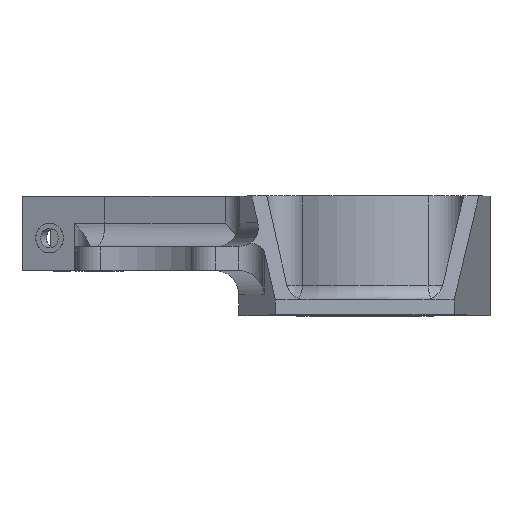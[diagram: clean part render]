
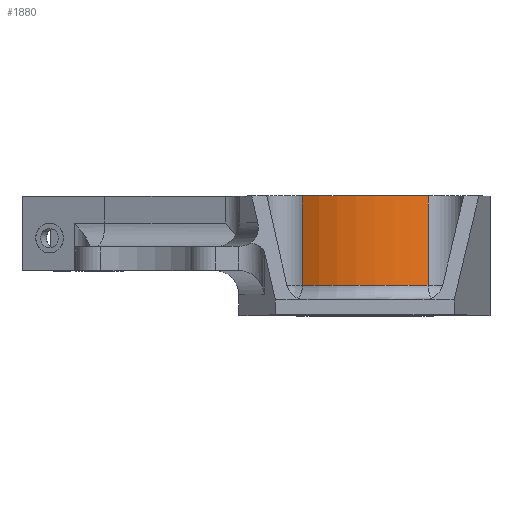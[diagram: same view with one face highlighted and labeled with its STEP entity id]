
A CAD part, top view. The second image highlights one B-rep face of the part: STEP entity #1880.
In plain terms, the highlighted cylindrical face has radius 42 mm (diameter 84 mm), a partial arc.
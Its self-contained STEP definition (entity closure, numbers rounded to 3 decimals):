
#543=CARTESIAN_POINT('Vertex',(21.227,23.,36.241)) ;
#563=CARTESIAN_POINT('Axis2P3D Location',(0.,23.,0.)) ;
#567=CARTESIAN_POINT('Vertex',(-20.933,23.,36.412)) ;
#1842=CARTESIAN_POINT('Vertex',(21.227,53.,36.241)) ;
#1845=CARTESIAN_POINT('Line Origine',(21.227,35.5,36.241)) ;
#1857=CARTESIAN_POINT('Axis2P3D Location',(0.,32.39,0.)) ;
#1862=CARTESIAN_POINT('Axis2P3D Location',(0.,53.,0.)) ;
#1866=CARTESIAN_POINT('Vertex',(-20.933,53.,36.412)) ;
#1869=CARTESIAN_POINT('Line Origine',(-20.933,32.39,36.412)) ;
#564=DIRECTION('Axis2P3D Direction',(0.,1.,0.)) ;
#1846=DIRECTION('Vector Direction',(0.,1.,0.)) ;
#1858=DIRECTION('Axis2P3D Direction',(0.,1.,-0.)) ;
#1859=DIRECTION('Axis2P3D XDirection',(-0.831,0.,0.556)) ;
#1863=DIRECTION('Axis2P3D Direction',(0.,1.,-0.)) ;
#1870=DIRECTION('Vector Direction',(0.,1.,0.)) ;
#565=AXIS2_PLACEMENT_3D('Circle Axis2P3D',#563,#564,$) ;
#1860=AXIS2_PLACEMENT_3D('Cylinder Axis2P3D',#1857,#1858,#1859) ;
#1864=AXIS2_PLACEMENT_3D('Circle Axis2P3D',#1862,#1863,$) ;
#1875=ORIENTED_EDGE('',*,*,#1849,.T.) ;
#1876=ORIENTED_EDGE('',*,*,#1868,.T.) ;
#1877=ORIENTED_EDGE('',*,*,#1873,.F.) ;
#1878=ORIENTED_EDGE('',*,*,#569,.F.) ;
#1847=VECTOR('Line Direction',#1846,1.) ;
#1871=VECTOR('Line Direction',#1870,1.) ;
#1880=ADVANCED_FACE('Corps principal',(#1879),#1861,.T.) ;
#566=CIRCLE('generated circle',#565,42.) ;
#1865=CIRCLE('generated circle',#1864,42.) ;
#1861=CYLINDRICAL_SURFACE('generated cylinder',#1860,42.) ;
#569=EDGE_CURVE('',#544,#568,#566,.F.) ;
#1849=EDGE_CURVE('',#544,#1843,#1848,.T.) ;
#1868=EDGE_CURVE('',#1843,#1867,#1865,.F.) ;
#1873=EDGE_CURVE('',#568,#1867,#1872,.T.) ;
#1874=EDGE_LOOP('',(#1875,#1876,#1877,#1878)) ;
#1879=FACE_OUTER_BOUND('',#1874,.T.) ;
#1848=LINE('Line',#1845,#1847) ;
#1872=LINE('Line',#1869,#1871) ;
#544=VERTEX_POINT('',#543) ;
#568=VERTEX_POINT('',#567) ;
#1843=VERTEX_POINT('',#1842) ;
#1867=VERTEX_POINT('',#1866) ;
